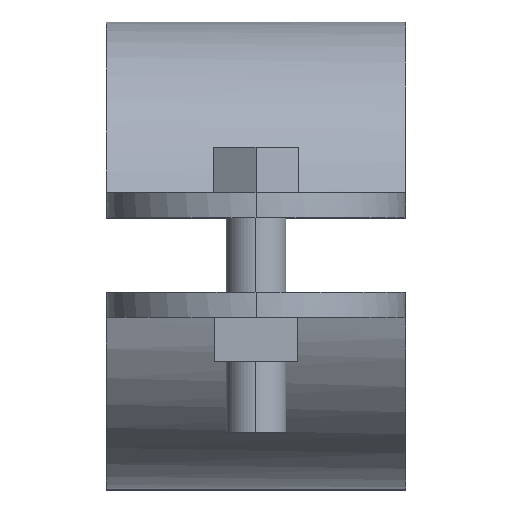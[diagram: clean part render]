
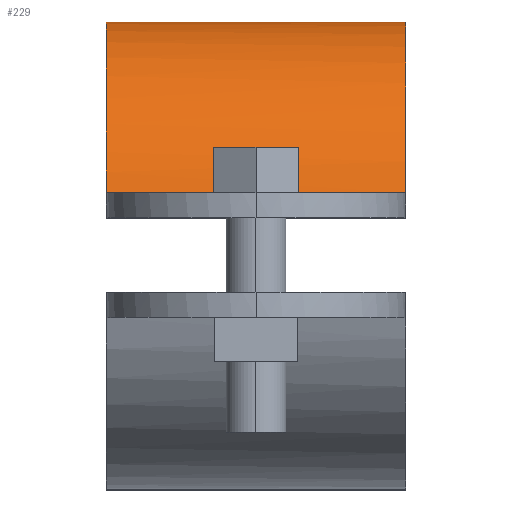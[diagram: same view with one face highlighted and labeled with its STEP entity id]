
A CAD part, top view. The second image highlights one B-rep face of the part: STEP entity #229.
In plain terms, the highlighted free-form (B-spline) face has degree [3, 1] with [4, 2] control points.
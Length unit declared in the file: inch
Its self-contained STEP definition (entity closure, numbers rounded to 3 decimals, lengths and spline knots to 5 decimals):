
#229=ADVANCED_FACE('',(#484),#485,.T.);
#484=FACE_OUTER_BOUND('',#857,.T.);
#485=B_SPLINE_SURFACE_WITH_KNOTS('',3,1,((#858,#859),(#860,#861),(#862,#863),(#864,#865)),.UNSPECIFIED.,.F.,.F.,.F.,(4,4),(2,2),(-1.0,-0.0),(0.0,1.25),.UNSPECIFIED.);
#857=EDGE_LOOP('',(#1415,#1416,#1417,#1418));
#858=CARTESIAN_POINT('',(-0.00008,1.95255,1.53727));
#859=CARTESIAN_POINT('',(1.24992,1.95255,1.53727));
#860=CARTESIAN_POINT('',(-0.00008,1.95255,1.9762));
#861=CARTESIAN_POINT('',(1.24992,1.95255,1.9762));
#862=CARTESIAN_POINT('',(-0.00008,1.6596,2.36118));
#863=CARTESIAN_POINT('',(1.24992,1.6596,2.36118));
#864=CARTESIAN_POINT('',(-0.00008,1.23653,2.47821));
#865=CARTESIAN_POINT('',(1.24992,1.23653,2.47821));
#1415=ORIENTED_EDGE('',*,*,#2048,.T.);
#1416=ORIENTED_EDGE('',*,*,#2049,.T.);
#1417=ORIENTED_EDGE('',*,*,#1926,.T.);
#1418=ORIENTED_EDGE('',*,*,#1997,.F.);
#1926=EDGE_CURVE('',#2263,#2260,#2264,.T.);
#1997=EDGE_CURVE('',#2383,#2260,#2385,.T.);
#2048=EDGE_CURVE('',#2383,#2467,#2468,.T.);
#2049=EDGE_CURVE('',#2467,#2263,#2469,.T.);
#2260=VERTEX_POINT('',#2749);
#2263=VERTEX_POINT('',#2753);
#2264=B_SPLINE_CURVE_WITH_KNOTS('',3,(#2754,#2755,#2756,#2757),.UNSPECIFIED.,.F.,.F.,(4,4),(0.0,1.0),.UNSPECIFIED.);
#2383=VERTEX_POINT('',#2957);
#2385=LINE('',#2960,#2961);
#2467=VERTEX_POINT('',#3087);
#2468=B_SPLINE_CURVE_WITH_KNOTS('',3,(#3088,#3089,#3090,#3091),.UNSPECIFIED.,.F.,.F.,(4,4),(-1.0,-0.0),.UNSPECIFIED.);
#2469=LINE('',#3092,#3093);
#2749=CARTESIAN_POINT('',(1.24981,1.95255,1.53727));
#2753=CARTESIAN_POINT('',(1.24981,1.23653,2.47821));
#2754=CARTESIAN_POINT('',(1.24981,1.23653,2.47821));
#2755=CARTESIAN_POINT('',(1.24981,1.6596,2.36118));
#2756=CARTESIAN_POINT('',(1.24981,1.95255,1.9762));
#2757=CARTESIAN_POINT('',(1.24981,1.95255,1.53727));
#2957=CARTESIAN_POINT('',(0.,1.95255,1.53727));
#2960=CARTESIAN_POINT('',(-0.00008,1.95255,1.53727));
#2961=VECTOR('',#3453,1.0);
#3087=CARTESIAN_POINT('',(0.,1.23653,2.47821));
#3088=CARTESIAN_POINT('',(0.,1.95255,1.53727));
#3089=CARTESIAN_POINT('',(0.,1.95255,1.9762));
#3090=CARTESIAN_POINT('',(0.,1.6596,2.36118));
#3091=CARTESIAN_POINT('',(0.,1.23653,2.47821));
#3092=CARTESIAN_POINT('',(-0.00008,1.23653,2.47821));
#3093=VECTOR('',#3492,1.0);
#3453=DIRECTION('',(1.0,0.0,0.0));
#3492=DIRECTION('',(1.0,0.0,0.0));
